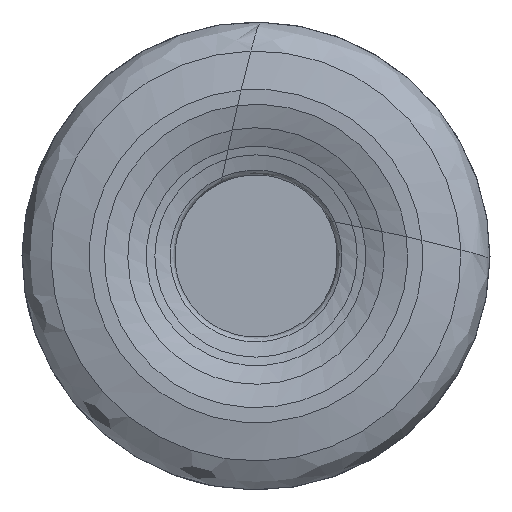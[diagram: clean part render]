
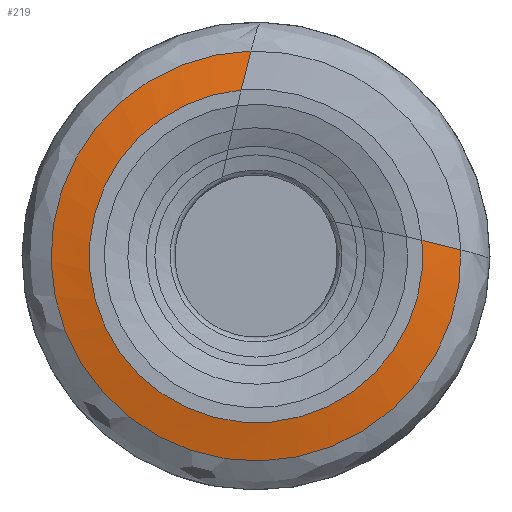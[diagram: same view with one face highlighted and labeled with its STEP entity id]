
A CAD part, left-side view. The second image highlights one B-rep face of the part: STEP entity #219.
In plain terms, the highlighted free-form (B-spline) face has degree [1, 3] with [2, 7] control points.
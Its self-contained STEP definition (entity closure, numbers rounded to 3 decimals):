
#58=(
BOUNDED_SURFACE()
B_SPLINE_SURFACE(1,3,((#1341,#1342,#1343,#1344,#1345,#1346,#1347),(#1348,
#1349,#1350,#1351,#1352,#1353,#1354)),.UNSPECIFIED.,.F.,.F.,.F.)
B_SPLINE_SURFACE_WITH_KNOTS((2,2),(4,3,4),(0.,1.),(0.,0.5,1.),
 .UNSPECIFIED.)
GEOMETRIC_REPRESENTATION_ITEM()
RATIONAL_B_SPLINE_SURFACE(((1.,0.588,0.588,1.,0.588,
0.588,1.),(1.,0.588,0.588,1.,0.588,
0.588,1.)))
REPRESENTATION_ITEM('')
SURFACE()
);
#104=LINE('',#1339,#132);
#105=LINE('',#1340,#133);
#132=VECTOR('',#930,1.);
#133=VECTOR('',#931,1.);
#219=ADVANCED_FACE('',(#264),#58,.F.);
#264=FACE_OUTER_BOUND('',#328,.T.);
#328=EDGE_LOOP('',(#434,#435,#436,#437));
#434=ORIENTED_EDGE('',*,*,#644,.F.);
#435=ORIENTED_EDGE('',*,*,#645,.T.);
#436=ORIENTED_EDGE('',*,*,#641,.T.);
#437=ORIENTED_EDGE('',*,*,#646,.T.);
#576=VERTEX_POINT('',#1318);
#577=VERTEX_POINT('',#1319);
#578=VERTEX_POINT('',#1337);
#579=VERTEX_POINT('',#1338);
#641=EDGE_CURVE('',#576,#577,#709,.T.);
#644=EDGE_CURVE('',#578,#579,#710,.T.);
#645=EDGE_CURVE('',#578,#576,#104,.T.);
#646=EDGE_CURVE('',#577,#579,#105,.T.);
#709=CIRCLE('',#781,4.275);
#710=CIRCLE('',#782,5.257);
#781=AXIS2_PLACEMENT_3D('',#1317,#924,#925);
#782=AXIS2_PLACEMENT_3D('',#1336,#928,#929);
#924=DIRECTION('',(1.,0.,0.));
#925=DIRECTION('',(0.,-0.996,0.094));
#928=DIRECTION('',(1.,0.,0.));
#929=DIRECTION('',(0.,-1.,0.03));
#930=DIRECTION('',(-0.199,0.952,0.234));
#931=DIRECTION('',(0.199,-0.239,0.95));
#1317=CARTESIAN_POINT('',(0.,0.,0.));
#1318=CARTESIAN_POINT('',(0.,-4.256,0.403));
#1319=CARTESIAN_POINT('',(0.,0.379,4.258));
#1336=CARTESIAN_POINT('',(0.209,0.,0.));
#1337=CARTESIAN_POINT('',(0.209,-5.254,0.158));
#1338=CARTESIAN_POINT('',(0.209,0.128,5.255));
#1339=CARTESIAN_POINT('',(0.,-4.256,0.403));
#1340=CARTESIAN_POINT('',(0.,0.379,4.258));
#1341=CARTESIAN_POINT('',(0.,-4.256,0.403));
#1342=CARTESIAN_POINT('',(0.,-4.679,-4.06));
#1343=CARTESIAN_POINT('',(0.,-0.714,-6.154));
#1344=CARTESIAN_POINT('',(0.,2.733,-3.287));
#1345=CARTESIAN_POINT('',(0.,6.181,-0.42));
#1346=CARTESIAN_POINT('',(0.,4.845,3.86));
#1347=CARTESIAN_POINT('',(0.,0.379,4.258));
#1348=CARTESIAN_POINT('',(0.209,-5.254,0.158));
#1349=CARTESIAN_POINT('',(0.209,-5.42,-5.353));
#1350=CARTESIAN_POINT('',(0.209,-0.389,-7.608));
#1351=CARTESIAN_POINT('',(0.209,3.614,-3.817));
#1352=CARTESIAN_POINT('',(0.209,7.618,-0.026));
#1353=CARTESIAN_POINT('',(0.209,5.64,5.121));
#1354=CARTESIAN_POINT('',(0.209,0.128,5.255));
